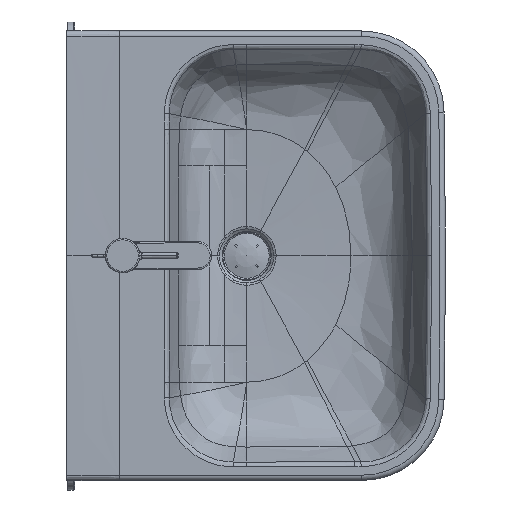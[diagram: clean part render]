
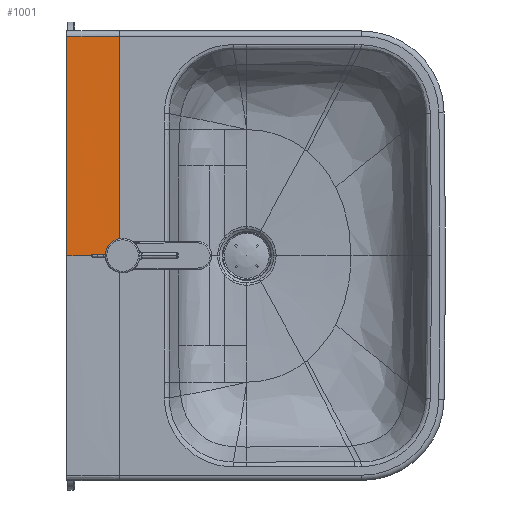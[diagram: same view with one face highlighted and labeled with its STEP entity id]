
A CAD part, top view. The second image highlights one B-rep face of the part: STEP entity #1001.
In plain terms, the highlighted free-form (B-spline) face has degree [5, 3] with [6, 4] control points.
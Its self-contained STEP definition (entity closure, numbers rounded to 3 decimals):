
#778=CARTESIAN_POINT('',(-170.0,19.085,0.0));
#779=VERTEX_POINT('',#778);
#843=CARTESIAN_POINT('',(-185.468,0.,0.13));
#844=VERTEX_POINT('',#843);
#845=CARTESIAN_POINT('',(-170.,19.085,0.));
#846=CARTESIAN_POINT('',(-172.462,18.568,0.));
#847=CARTESIAN_POINT('',(-177.237,16.535,0.023));
#848=CARTESIAN_POINT('',(-181.748,11.948,0.076));
#849=CARTESIAN_POINT('',(-184.728,6.303,0.118));
#850=CARTESIAN_POINT('',(-185.468,2.522,0.13));
#851=CARTESIAN_POINT('',(-185.468,0.,0.13));
#852=B_SPLINE_CURVE_WITH_KNOTS('',3,(#845,#846,#847,#848,#849,#850,#851),.UNSPECIFIED.,.F.,.U.,(4,1,1,1,4),(-2.648,-1.892,-1.135,-0.757,0.0),.UNSPECIFIED.);
#853=EDGE_CURVE('',#779,#844,#852,.T.);
#931=CARTESIAN_POINT('',(-170.0,0.,0.));
#932=CARTESIAN_POINT('',(-170.0,58.594,0.));
#933=CARTESIAN_POINT('',(-170.0,117.189,0.));
#934=CARTESIAN_POINT('',(-170.0,175.783,0.));
#935=CARTESIAN_POINT('',(-170.0,234.377,0.));
#936=CARTESIAN_POINT('',(-170.0,292.972,0.));
#937=CARTESIAN_POINT('',(-193.339,0.,0.));
#938=CARTESIAN_POINT('',(-193.339,58.595,0.));
#939=CARTESIAN_POINT('',(-193.338,117.19,0.));
#940=CARTESIAN_POINT('',(-193.336,175.784,0.));
#941=CARTESIAN_POINT('',(-193.334,234.378,0.));
#942=CARTESIAN_POINT('',(-193.333,292.972,0.));
#943=CARTESIAN_POINT('',(-216.667,0.,1.));
#944=CARTESIAN_POINT('',(-216.667,58.595,1.));
#945=CARTESIAN_POINT('',(-216.667,117.191,0.905));
#946=CARTESIAN_POINT('',(-216.667,175.785,0.714));
#947=CARTESIAN_POINT('',(-216.667,234.379,0.428));
#948=CARTESIAN_POINT('',(-216.667,292.972,0.046));
#949=CARTESIAN_POINT('',(-240.0,0.,1.5));
#950=CARTESIAN_POINT('',(-240.0,58.596,1.5));
#951=CARTESIAN_POINT('',(-240.0,117.192,1.357));
#952=CARTESIAN_POINT('',(-240.0,175.787,1.071));
#953=CARTESIAN_POINT('',(-240.0,234.38,0.642));
#954=CARTESIAN_POINT('',(-240.0,292.972,0.069));
#955=B_SPLINE_SURFACE_WITH_KNOTS('',5,3,((#931,#937,#943,#949),(#932,#938,#944,#950),(#933,#939,#945,#951),(#934,#940,#946,#952),(#935,#941,#947,#953),(#936,#942,#948,#954)),.UNSPECIFIED.,.F.,.F.,.U.,(6,6),(4,4),(300.,592.972),(126.708,196.708),.UNSPECIFIED.);
#956=ORIENTED_EDGE('',*,*,#853,.F.);
#957=CARTESIAN_POINT('',(-170.,292.902,0.));
#958=VERTEX_POINT('',#957);
#959=CARTESIAN_POINT('',(-170.0,19.085,0.0));
#960=DIRECTION('',(0.0,1.0,0.0));
#961=VECTOR('',#960,273.817);
#962=LINE('',#959,#961);
#963=EDGE_CURVE('',#958,#779,#962,.F.);
#964=ORIENTED_EDGE('',*,*,#963,.F.);
#965=CARTESIAN_POINT('',(-240.,292.972,0.069));
#966=VERTEX_POINT('',#965);
#967=CARTESIAN_POINT('',(-240.,292.972,0.069));
#968=CARTESIAN_POINT('',(-237.802,292.97,0.067));
#969=CARTESIAN_POINT('',(-235.565,292.967,0.065));
#970=CARTESIAN_POINT('',(-233.314,292.965,0.062));
#971=CARTESIAN_POINT('',(-223.886,292.954,0.052));
#972=CARTESIAN_POINT('',(-214.458,292.94,0.038));
#973=CARTESIAN_POINT('',(-205.03,292.929,0.026));
#974=CARTESIAN_POINT('',(-195.218,292.916,0.014));
#975=CARTESIAN_POINT('',(-185.407,292.906,0.004));
#976=CARTESIAN_POINT('',(-175.596,292.903,0.001));
#977=CARTESIAN_POINT('',(-173.731,292.903,0.));
#978=CARTESIAN_POINT('',(-171.865,292.902,0.));
#979=CARTESIAN_POINT('',(-170.0,292.902,0.));
#980=B_SPLINE_CURVE_WITH_KNOTS('',3,(#967,#968,#969,#970,#971,#972,#973,#974,#975,#976,#977,#978,#979),.UNSPECIFIED.,.F.,.U.,(4,3,3,3,4),(59.787,69.334,109.333,150.964,158.88),.UNSPECIFIED.);
#981=EDGE_CURVE('',#966,#958,#980,.T.);
#982=ORIENTED_EDGE('',*,*,#981,.F.);
#983=CARTESIAN_POINT('',(-240.,0.,1.5));
#984=VERTEX_POINT('',#983);
#985=CARTESIAN_POINT('',(-240.,0.,1.5));
#986=CARTESIAN_POINT('',(-240.,97.66,1.5));
#987=CARTESIAN_POINT('',(-240.,195.319,1.023));
#988=CARTESIAN_POINT('',(-240.,292.972,0.069));
#989=B_SPLINE_CURVE_WITH_KNOTS('',3,(#985,#986,#987,#988),.UNSPECIFIED.,.F.,.U.,(4,4),(424.264,838.588),.UNSPECIFIED.);
#990=EDGE_CURVE('',#966,#984,#989,.F.);
#991=ORIENTED_EDGE('',*,*,#990,.T.);
#992=CARTESIAN_POINT('',(-185.468,0.,0.13));
#993=CARTESIAN_POINT('',(-203.647,0.,0.417));
#994=CARTESIAN_POINT('',(-221.824,0.,1.111));
#995=CARTESIAN_POINT('',(-240.,0.,1.5));
#996=B_SPLINE_CURVE_WITH_KNOTS('',3,(#992,#993,#994,#995),.UNSPECIFIED.,.F.,.U.,(4,4),(21.874,98.996),.UNSPECIFIED.);
#997=EDGE_CURVE('',#844,#984,#996,.T.);
#998=ORIENTED_EDGE('',*,*,#997,.F.);
#999=EDGE_LOOP('',(#956,#964,#982,#991,#998));
#1000=FACE_OUTER_BOUND('',#999,.T.);
#1001=ADVANCED_FACE('',(#1000),#955,.T.);
